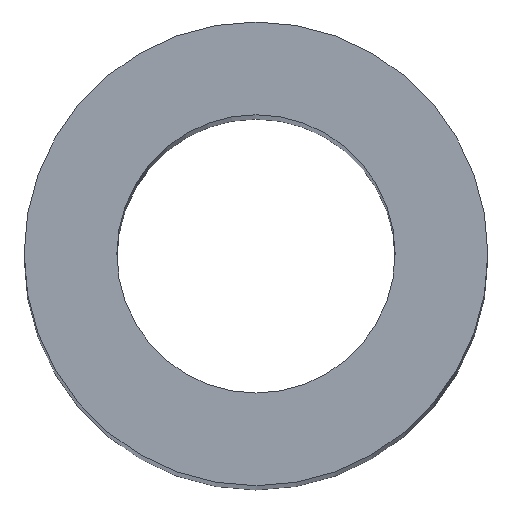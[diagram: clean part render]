
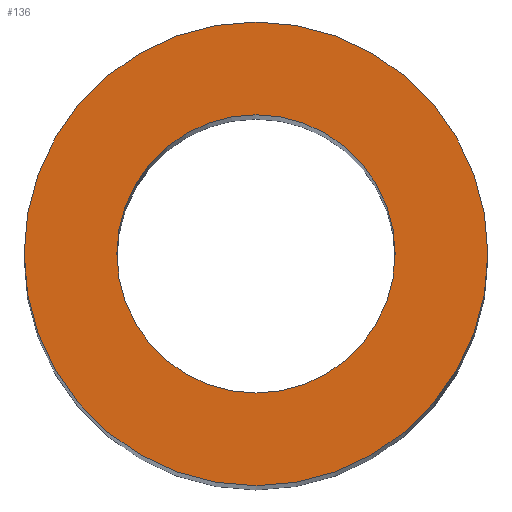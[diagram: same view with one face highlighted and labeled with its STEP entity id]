
A CAD part, top view. The second image highlights one B-rep face of the part: STEP entity #136.
In plain terms, the highlighted free-form (B-spline) face has degree [1, 1] with [2, 2] control points.
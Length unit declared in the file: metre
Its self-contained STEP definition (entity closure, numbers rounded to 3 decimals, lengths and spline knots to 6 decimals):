
#13=B_SPLINE_SURFACE_WITH_KNOTS('',1,1,((#278,#279),(#280,#281)),
 .PLANE_SURF.,.F.,.F.,.F.,(2,2),(2,2),(0.042732,0.954562),
(0.041942,0.956121),.PIECEWISE_BEZIER_KNOTS.);
#49=ORIENTED_EDGE('',*,*,#73,.T.);
#50=ORIENTED_EDGE('',*,*,#57,.T.);
#51=ORIENTED_EDGE('',*,*,#70,.F.);
#52=ORIENTED_EDGE('',*,*,#67,.F.);
#57=EDGE_CURVE('',#75,#76,#87,.T.);
#67=EDGE_CURVE('',#85,#86,#92,.T.);
#70=EDGE_CURVE('',#86,#85,#94,.T.);
#73=EDGE_CURVE('',#76,#75,#97,.T.);
#75=VERTEX_POINT('',#199);
#76=VERTEX_POINT('',#200);
#85=VERTEX_POINT('',#239);
#86=VERTEX_POINT('',#241);
#87=CIRCLE('',#151,0.0125);
#92=CIRCLE('',#156,0.0075);
#94=CIRCLE('',#158,0.0075);
#97=CIRCLE('',#161,0.0125);
#107=EDGE_LOOP('',(#49,#50));
#108=EDGE_LOOP('',(#51,#52));
#119=FACE_BOUND('',#107,.T.);
#120=FACE_BOUND('',#108,.T.);
#136=ADVANCED_FACE('',(#119,#120),#13,.T.);
#151=AXIS2_PLACEMENT_3D('',#198,#165,#166);
#156=AXIS2_PLACEMENT_3D('',#240,#175,#176);
#158=AXIS2_PLACEMENT_3D('',#253,#179,#180);
#161=AXIS2_PLACEMENT_3D('',#276,#185,#186);
#165=DIRECTION('',(0.,0.,1.));
#166=DIRECTION('',(1.,0.,0.));
#175=DIRECTION('',(0.,0.,1.));
#176=DIRECTION('',(1.,0.,0.));
#179=DIRECTION('',(0.,0.,1.));
#180=DIRECTION('',(1.,0.,0.));
#185=DIRECTION('',(0.,0.,1.));
#186=DIRECTION('',(1.,0.,0.));
#198=CARTESIAN_POINT('',(0.040632,0.,0.161));
#199=CARTESIAN_POINT('',(0.053132,0.,0.161));
#200=CARTESIAN_POINT('',(0.028132,0.,0.161));
#239=CARTESIAN_POINT('',(0.033132,0.,0.161));
#240=CARTESIAN_POINT('',(0.040632,0.,0.161));
#241=CARTESIAN_POINT('',(0.048132,0.,0.161));
#253=CARTESIAN_POINT('',(0.040632,0.,0.161));
#276=CARTESIAN_POINT('',(0.040632,0.,0.161));
#278=CARTESIAN_POINT('',(0.027906,-0.012748,0.161));
#279=CARTESIAN_POINT('',(0.027906,0.012694,0.161));
#280=CARTESIAN_POINT('',(0.053282,-0.012748,0.161));
#281=CARTESIAN_POINT('',(0.053282,0.012694,0.161));
